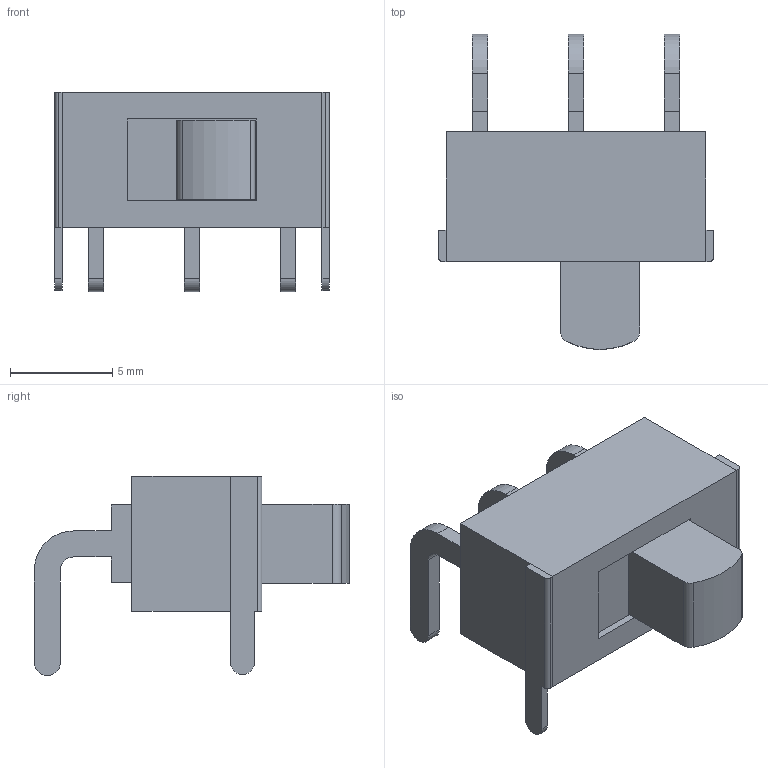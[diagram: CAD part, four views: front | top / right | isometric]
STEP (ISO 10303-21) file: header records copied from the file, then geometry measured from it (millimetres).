
FILE_DESCRIPTION(('FreeCAD Model'),'2;1');
FILE_NAME('SS_13PLP.step','2020-07-07T08:51:58',( 'Author'),(''),'Open CASCADE STEP processor 7.4','FreeCAD','Unknown' );
FILE_SCHEMA(('AUTOMOTIVE_DESIGN { 1 0 10303 214 1 1 1 1 }'));
Length unit declared in the file: millimetre
Products named in the file (1): Body
Bounding box: 13.42 x 15.4 x 9.73 mm (x, y, z)
Volume: 633.6 mm3; surface area: 650 mm2
Topology: 1 solids, 1 shells, 75 faces, 194 edges, 126 vertices
Faces by surface type: plane 59, cylinder 16
Entity records: 4821 total; most frequent: CARTESIAN_POINT 1010, DIRECTION 675, LINE 454, VECTOR 454, ORIENTED_EDGE 388, PCURVE 388, DEFINITIONAL_REPRESENTATION 388, EDGE_CURVE 194
